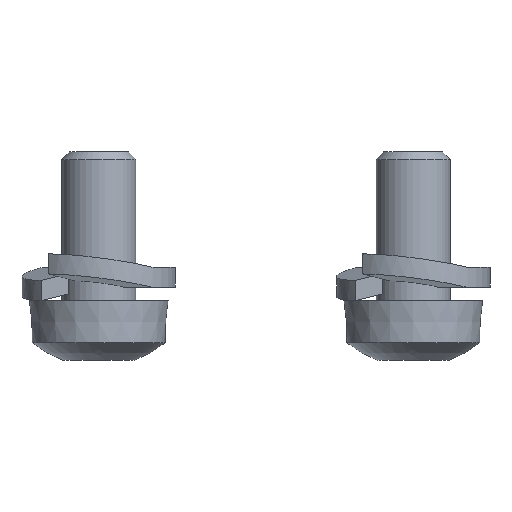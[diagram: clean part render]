
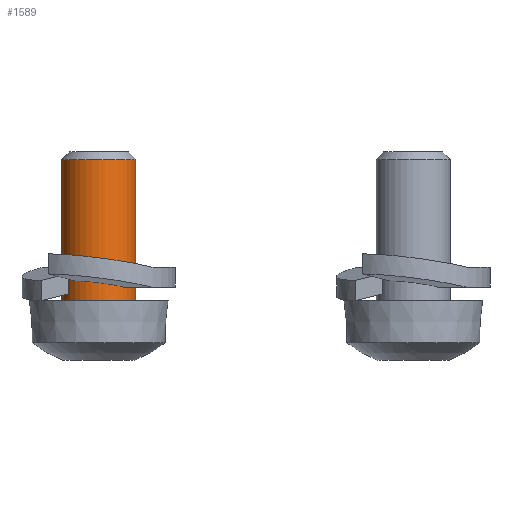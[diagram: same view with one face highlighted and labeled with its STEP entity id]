
A CAD part, front view. The second image highlights one B-rep face of the part: STEP entity #1589.
In plain terms, the highlighted cylindrical face has radius 1.5 mm (diameter 3 mm), a full revolution.
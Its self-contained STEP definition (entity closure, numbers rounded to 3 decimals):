
#49=FACE_BOUND('',#351,.T.);
#237=FACE_OUTER_BOUND('',#350,.T.);
#350=EDGE_LOOP('',(#1353));
#351=EDGE_LOOP('',(#1354));
#461=CIRCLE('',#1773,1.5);
#462=CIRCLE('',#1775,1.5);
#757=VERTEX_POINT('',#3150);
#758=VERTEX_POINT('',#3153);
#967=EDGE_CURVE('',#757,#757,#461,.T.);
#968=EDGE_CURVE('',#758,#758,#462,.T.);
#1353=ORIENTED_EDGE('',*,*,#968,.F.);
#1354=ORIENTED_EDGE('',*,*,#967,.T.);
#1500=CYLINDRICAL_SURFACE('',#1774,1.5);
#1589=ADVANCED_FACE('',(#237,#49),#1500,.T.);
#1773=AXIS2_PLACEMENT_3D('',#3151,#2195,#2196);
#1774=AXIS2_PLACEMENT_3D('',#3152,#2197,#2198);
#1775=AXIS2_PLACEMENT_3D('',#3154,#2199,#2200);
#2195=DIRECTION('center_axis',(0.,0.,
-1.));
#2196=DIRECTION('ref_axis',(0.,-1.,0.));
#2197=DIRECTION('center_axis',(0.,0.,
-1.));
#2198=DIRECTION('ref_axis',(0.,-1.,0.));
#2199=DIRECTION('center_axis',(0.,0.,
-1.));
#2200=DIRECTION('ref_axis',(0.,-1.,0.));
#3150=CARTESIAN_POINT('',(-6.35,-7.85,2.35));
#3151=CARTESIAN_POINT('Origin',(-6.35,-6.35,2.35));
#3152=CARTESIAN_POINT('Origin',(-6.35,-6.35,-0.497));
#3153=CARTESIAN_POINT('',(-6.35,-7.85,-3.343));
#3154=CARTESIAN_POINT('Origin',(-6.35,-6.35,-3.343));
